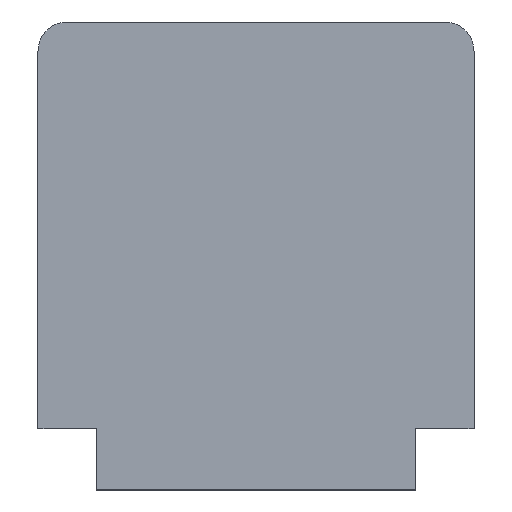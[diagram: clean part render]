
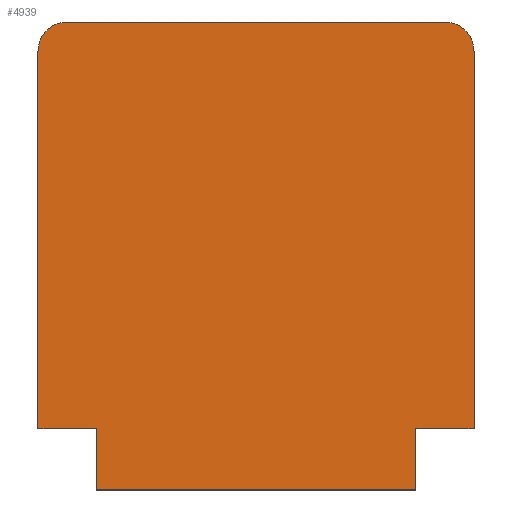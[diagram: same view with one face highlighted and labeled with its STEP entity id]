
A CAD part, left-side view. The second image highlights one B-rep face of the part: STEP entity #4939.
In plain terms, the highlighted planar face has unit normal (-1, 0, 0).
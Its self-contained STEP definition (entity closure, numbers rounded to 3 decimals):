
#2880=AXIS2_PLACEMENT_3D('Circle Axis2P3D',#2878,#2879,$) ;
#3110=AXIS2_PLACEMENT_3D('Circle Axis2P3D',#3108,#3109,$) ;
#4920=AXIS2_PLACEMENT_3D('Plane Axis2P3D',#4917,#4918,#4919) ;
#50=CARTESIAN_POINT('Vertex',(0.,13.,0.)) ;
#53=CARTESIAN_POINT('Line Origine',(0.,13.,1.05)) ;
#57=CARTESIAN_POINT('Vertex',(0.,13.,2.1)) ;
#237=CARTESIAN_POINT('Vertex',(0.,0.,2.1)) ;
#240=CARTESIAN_POINT('Line Origine',(0.,1.,2.1)) ;
#244=CARTESIAN_POINT('Vertex',(0.,2.,2.1)) ;
#1237=CARTESIAN_POINT('Vertex',(0.,0.,15.1)) ;
#1240=CARTESIAN_POINT('Line Origine',(0.,0.,8.6)) ;
#1490=CARTESIAN_POINT('Line Origine',(0.,14.,2.1)) ;
#1494=CARTESIAN_POINT('Vertex',(0.,15.,2.1)) ;
#2875=CARTESIAN_POINT('Vertex',(0.,1.,16.1)) ;
#2878=CARTESIAN_POINT('Axis2P3D Location',(0.,1.,15.1)) ;
#2903=CARTESIAN_POINT('Vertex',(0.,14.,16.1)) ;
#2906=CARTESIAN_POINT('Line Origine',(0.,7.5,16.1)) ;
#3048=CARTESIAN_POINT('Line Origine',(0.,15.,8.6)) ;
#3052=CARTESIAN_POINT('Vertex',(0.,15.,15.1)) ;
#3108=CARTESIAN_POINT('Axis2P3D Location',(0.,14.,15.1)) ;
#4749=CARTESIAN_POINT('Line Origine',(0.,2.,1.05)) ;
#4753=CARTESIAN_POINT('Vertex',(0.,2.,0.)) ;
#4917=CARTESIAN_POINT('Axis2P3D Location',(0.,7.5,0.)) ;
#4922=CARTESIAN_POINT('Line Origine',(0.,7.5,0.)) ;
#54=DIRECTION('Vector Direction',(0.,0.,1.)) ;
#241=DIRECTION('Vector Direction',(0.,1.,0.)) ;
#1241=DIRECTION('Vector Direction',(0.,0.,-1.)) ;
#1491=DIRECTION('Vector Direction',(0.,1.,0.)) ;
#2879=DIRECTION('Axis2P3D Direction',(1.,0.,0.)) ;
#2907=DIRECTION('Vector Direction',(0.,-1.,0.)) ;
#3049=DIRECTION('Vector Direction',(0.,0.,1.)) ;
#3109=DIRECTION('Axis2P3D Direction',(1.,0.,0.)) ;
#4750=DIRECTION('Vector Direction',(0.,0.,-1.)) ;
#4918=DIRECTION('Axis2P3D Direction',(1.,0.,0.)) ;
#4919=DIRECTION('Axis2P3D XDirection',(0.,1.,0.)) ;
#4923=DIRECTION('Vector Direction',(0.,1.,0.)) ;
#55=VECTOR('Line Direction',#54,1.) ;
#242=VECTOR('Line Direction',#241,1.) ;
#1242=VECTOR('Line Direction',#1241,1.) ;
#1492=VECTOR('Line Direction',#1491,1.) ;
#2908=VECTOR('Line Direction',#2907,1.) ;
#3050=VECTOR('Line Direction',#3049,1.) ;
#4751=VECTOR('Line Direction',#4750,1.) ;
#4924=VECTOR('Line Direction',#4923,1.) ;
#4928=ORIENTED_EDGE('',*,*,#59,.T.) ;
#4929=ORIENTED_EDGE('',*,*,#4926,.T.) ;
#4930=ORIENTED_EDGE('',*,*,#4755,.T.) ;
#4931=ORIENTED_EDGE('',*,*,#246,.F.) ;
#4932=ORIENTED_EDGE('',*,*,#1244,.F.) ;
#4933=ORIENTED_EDGE('',*,*,#2882,.F.) ;
#4934=ORIENTED_EDGE('',*,*,#2910,.F.) ;
#4935=ORIENTED_EDGE('',*,*,#3112,.F.) ;
#4936=ORIENTED_EDGE('',*,*,#3054,.F.) ;
#4937=ORIENTED_EDGE('',*,*,#1496,.F.) ;
#4939=ADVANCED_FACE('Koerper.2',(#4938),#4921,.F.) ;
#2881=CIRCLE('generated circle',#2880,1.) ;
#3111=CIRCLE('generated circle',#3110,1.) ;
#59=EDGE_CURVE('',#58,#51,#56,.F.) ;
#246=EDGE_CURVE('',#238,#245,#243,.T.) ;
#1244=EDGE_CURVE('',#1238,#238,#1243,.T.) ;
#1496=EDGE_CURVE('',#58,#1495,#1493,.T.) ;
#2882=EDGE_CURVE('',#2876,#1238,#2881,.T.) ;
#2910=EDGE_CURVE('',#2904,#2876,#2909,.T.) ;
#3054=EDGE_CURVE('',#1495,#3053,#3051,.T.) ;
#3112=EDGE_CURVE('',#3053,#2904,#3111,.T.) ;
#4755=EDGE_CURVE('',#4754,#245,#4752,.F.) ;
#4926=EDGE_CURVE('',#51,#4754,#4925,.F.) ;
#4927=EDGE_LOOP('',(#4928,#4929,#4930,#4931,#4932,#4933,#4934,#4935,#4936,#4937)) ;
#4938=FACE_OUTER_BOUND('',#4927,.T.) ;
#56=LINE('Line',#53,#55) ;
#243=LINE('Line',#240,#242) ;
#1243=LINE('Line',#1240,#1242) ;
#1493=LINE('Line',#1490,#1492) ;
#2909=LINE('Line',#2906,#2908) ;
#3051=LINE('Line',#3048,#3050) ;
#4752=LINE('Line',#4749,#4751) ;
#4925=LINE('Line',#4922,#4924) ;
#4921=PLANE('',#4920) ;
#51=VERTEX_POINT('',#50) ;
#58=VERTEX_POINT('',#57) ;
#238=VERTEX_POINT('',#237) ;
#245=VERTEX_POINT('',#244) ;
#1238=VERTEX_POINT('',#1237) ;
#1495=VERTEX_POINT('',#1494) ;
#2876=VERTEX_POINT('',#2875) ;
#2904=VERTEX_POINT('',#2903) ;
#3053=VERTEX_POINT('',#3052) ;
#4754=VERTEX_POINT('',#4753) ;
